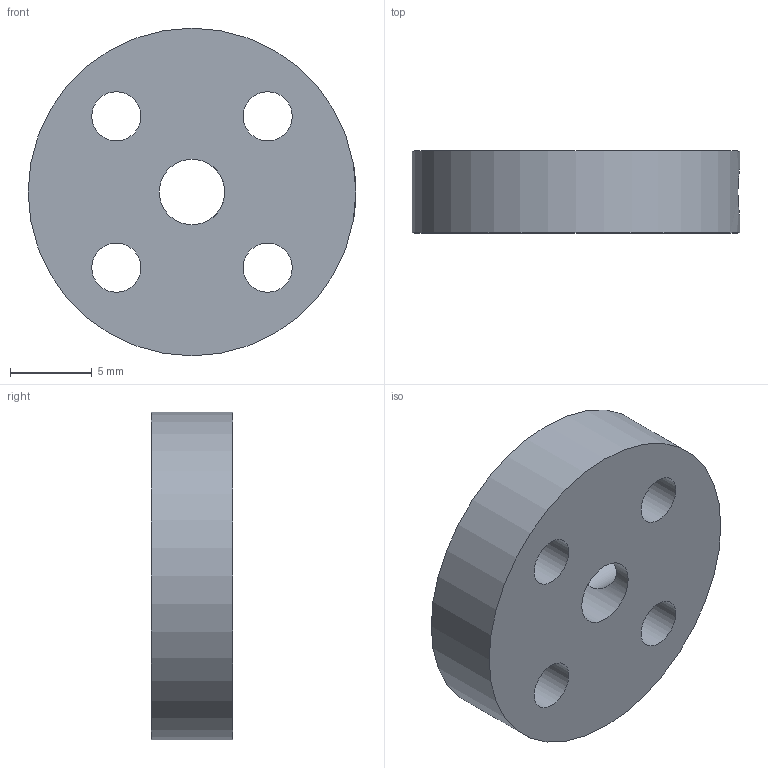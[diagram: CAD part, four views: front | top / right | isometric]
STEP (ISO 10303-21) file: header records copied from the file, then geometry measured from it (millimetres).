
FILE_DESCRIPTION(/* description */ (''),/* implementation_level */ '2;1');
FILE_NAME(/* name */ 'aluminium-motor-nut v2 v1.step',/* time_stamp */ '2023-09-28T21:26:00+08:00',/* author */ (''),/* organization */ (''),/* preprocessor_version */ 'ST-DEVELOPER v20',/* originating_system */ 'Autodesk Translation Framework v12.14.0.127',/* authorisation */ '');
FILE_SCHEMA (('AUTOMOTIVE_DESIGN { 1 0 10303 214 3 1 1 }'));
Length unit declared in the file: millimetre
Products named in the file (1): aluminium-motor-nut v2
Bounding box: 20 x 5 x 20 mm (x, y, z)
Volume: 1309.2 mm3; surface area: 1175.2 mm2
Topology: 1 solids, 1 shells, 9 faces, 23 edges, 16 vertices
Faces by surface type: cylinder 7, plane 2
Full cylindrical faces by diameter (mm): 3 x5, 4 x1, 20 x1
Entity records: 417 total; most frequent: CARTESIAN_POINT 125, DIRECTION 51, ORIENTED_EDGE 46, EDGE_CURVE 23, AXIS2_PLACEMENT_3D 22, EDGE_LOOP 21, VERTEX_POINT 16, FACE_BOUND 12
